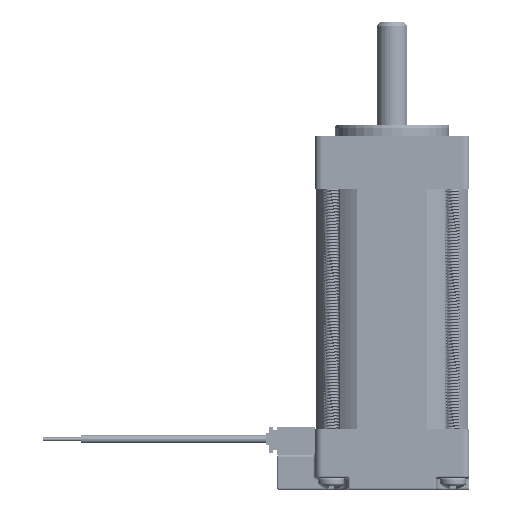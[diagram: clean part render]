
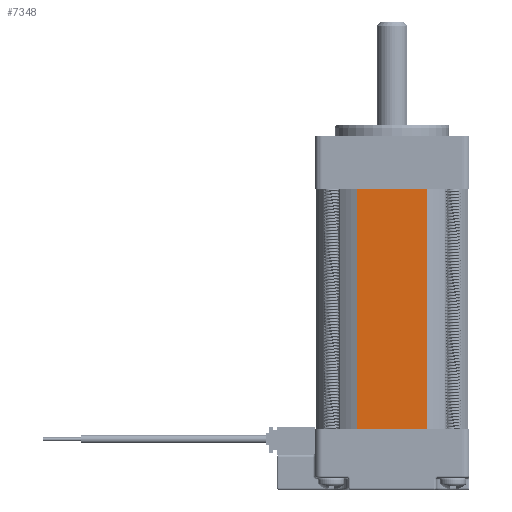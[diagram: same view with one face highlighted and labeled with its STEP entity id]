
A CAD part, left-side view. The second image highlights one B-rep face of the part: STEP entity #7348.
In plain terms, the highlighted face is planar.
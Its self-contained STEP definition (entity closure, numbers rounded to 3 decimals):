
#720 = VECTOR ( 'NONE', #13783, 1000. ) ;
#838 = VECTOR ( 'NONE', #9763, 1000. ) ;
#971 = PLANE ( 'NONE',  #22017 ) ;
#2774 = DIRECTION ( 'NONE',  ( 0., 1., 0. ) ) ;
#2998 = VERTEX_POINT ( 'NONE', #27895 ) ;
#3270 = CARTESIAN_POINT ( 'NONE',  ( 10., -10., 59.784 ) ) ;
#3413 = VERTEX_POINT ( 'NONE', #13231 ) ;
#4439 = EDGE_CURVE ( 'NONE', #3413, #28980, #5754, .T. ) ;
#5180 = CARTESIAN_POINT ( 'NONE',  ( 10., -10., 31.5 ) ) ;
#5535 = DIRECTION ( 'NONE',  ( -1., 0., 0. ) ) ;
#5754 = LINE ( 'NONE', #14252, #29309 ) ;
#7348 = ADVANCED_FACE ( 'NONE', ( #10077 ), #971, .F. ) ;
#9146 = CARTESIAN_POINT ( 'NONE',  ( 10., -4.583, 31.5 ) ) ;
#9254 = VECTOR ( 'NONE', #15933, 1000. ) ;
#9763 = DIRECTION ( 'NONE',  ( 0., -1., 0. ) ) ;
#10077 = FACE_OUTER_BOUND ( 'NONE', #18185, .T. ) ;
#10728 = LINE ( 'NONE', #18230, #9254 ) ;
#12116 = VERTEX_POINT ( 'NONE', #22410 ) ;
#13231 = CARTESIAN_POINT ( 'NONE',  ( 10., -4.583, 0. ) ) ;
#13702 = LINE ( 'NONE', #5180, #838 ) ;
#13783 = DIRECTION ( 'NONE',  ( 0., 0., 1. ) ) ;
#14252 = CARTESIAN_POINT ( 'NONE',  ( 10., -10., 0. ) ) ;
#14974 = ORIENTED_EDGE ( 'NONE', *, *, #16523, .F. ) ;
#15933 = DIRECTION ( 'NONE',  ( 0., 0., -1. ) ) ;
#16523 = EDGE_CURVE ( 'NONE', #3413, #12116, #24997, .T. ) ;
#16949 = ORIENTED_EDGE ( 'NONE', *, *, #23092, .F. ) ;
#18185 = EDGE_LOOP ( 'NONE', ( #16949, #22796, #14974, #19231 ) ) ;
#18230 = CARTESIAN_POINT ( 'NONE',  ( 10., 4.583, 31.5 ) ) ;
#19231 = ORIENTED_EDGE ( 'NONE', *, *, #4439, .T. ) ;
#20109 = CARTESIAN_POINT ( 'NONE',  ( 10., 4.583, 0. ) ) ;
#20824 = EDGE_CURVE ( 'NONE', #2998, #12116, #13702, .T. ) ;
#21507 = DIRECTION ( 'NONE',  ( 0., 0., 1. ) ) ;
#22017 = AXIS2_PLACEMENT_3D ( 'NONE', #3270, #5535, #21507 ) ;
#22410 = CARTESIAN_POINT ( 'NONE',  ( 10., -4.583, 31.5 ) ) ;
#22796 = ORIENTED_EDGE ( 'NONE', *, *, #20824, .T. ) ;
#23092 = EDGE_CURVE ( 'NONE', #2998, #28980, #10728, .T. ) ;
#24997 = LINE ( 'NONE', #9146, #720 ) ;
#27895 = CARTESIAN_POINT ( 'NONE',  ( 10., 4.583, 31.5 ) ) ;
#28980 = VERTEX_POINT ( 'NONE', #20109 ) ;
#29309 = VECTOR ( 'NONE', #2774, 1000. ) ;
